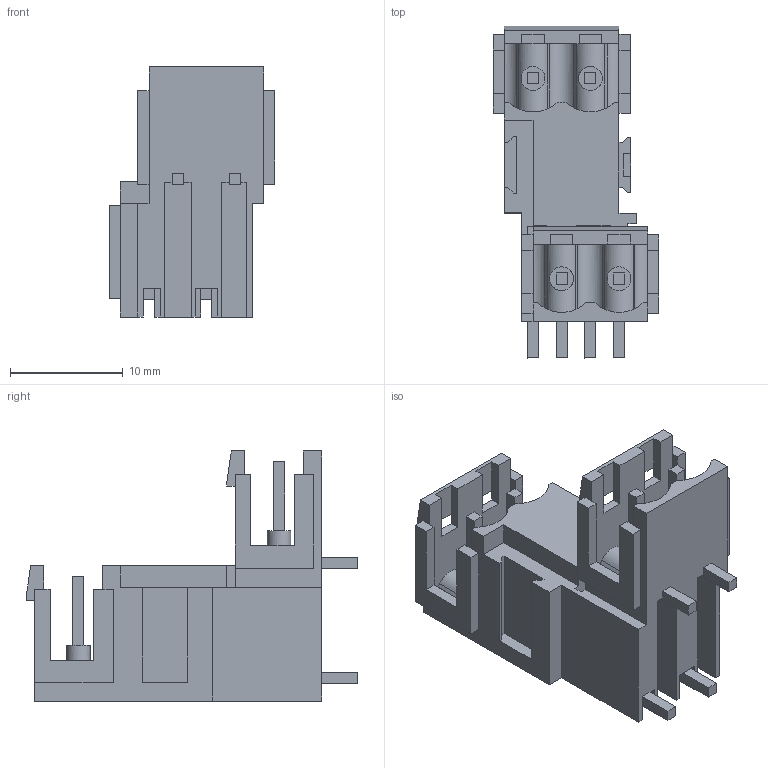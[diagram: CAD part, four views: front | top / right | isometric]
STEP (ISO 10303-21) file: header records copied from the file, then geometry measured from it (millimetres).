
FILE_DESCRIPTION(('CATIA V5 STEP Exchange','CAx-IF Rec.Pracs.--- Model Styling and Organization---1.2---2011-12-15'),'2;1');
FILE_NAME ('D1454995_0_1726510000_1726510000.stp','2017-09-26T13:30:24+00:00',('none'),('Weidmueller'),'CATIA Version 5-6 Release 2014','CATIA V5 STEP AP214','none');
FILE_SCHEMA(('AUTOMOTIVE_DESIGN { 1 0 10303 214 1 1 1 1 }'));
Length unit declared in the file: millimetre
Products named in the file (1): 1726510000
Bounding box: 14.66 x 29.41 x 22.16 mm (x, y, z)
Volume: 2472.1 mm3; surface area: 3578.2 mm2
Topology: 5 solids, 5 shells, 227 faces, 700 edges, 473 vertices
Faces by surface type: plane 203, cylinder 24
Entity records: 7801 total; most frequent: CARTESIAN_POINT 1724, ORIENTED_EDGE 1400, DIRECTION 1013, EDGE_CURVE 700, VECTOR 629, LINE 629, VERTEX_POINT 473, EDGE_LOOP 237
